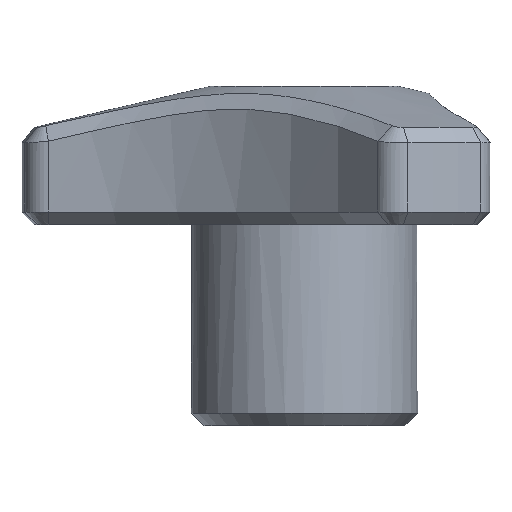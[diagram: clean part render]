
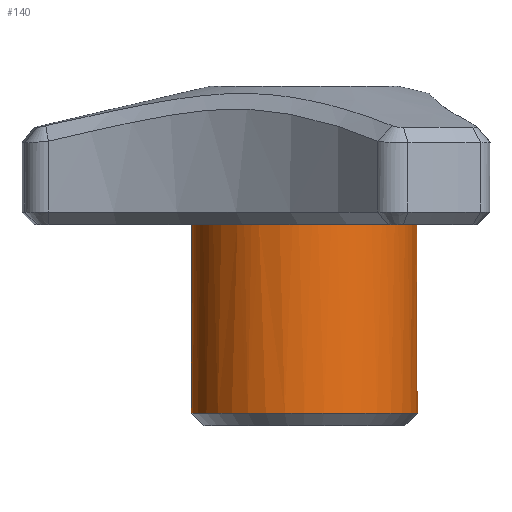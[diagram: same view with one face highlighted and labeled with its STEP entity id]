
A CAD part, left-side view. The second image highlights one B-rep face of the part: STEP entity #140.
In plain terms, the highlighted cylindrical face has radius 9 mm (diameter 18 mm), a full revolution.
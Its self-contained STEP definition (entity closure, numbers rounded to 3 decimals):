
#140 = ADVANCED_FACE( '', ( #307, #308 ), #309, .T. );
#307 = FACE_OUTER_BOUND( '', #558, .T. );
#308 = FACE_OUTER_BOUND( '', #559, .T. );
#309 = CYLINDRICAL_SURFACE( '', #560, 9. );
#558 = EDGE_LOOP( '', ( #923 ) );
#559 = EDGE_LOOP( '', ( #924, #925, #926, #927, #928, #929, #930, #931, #932, #933, #934, #935 ) );
#560 = AXIS2_PLACEMENT_3D( '', #936, #937, #938 );
#923 = ORIENTED_EDGE( '', *, *, #1265, .T. );
#924 = ORIENTED_EDGE( '', *, *, #1284, .F. );
#925 = ORIENTED_EDGE( '', *, *, #1285, .F. );
#926 = ORIENTED_EDGE( '', *, *, #1278, .T. );
#927 = ORIENTED_EDGE( '', *, *, #1286, .T. );
#928 = ORIENTED_EDGE( '', *, *, #1287, .F. );
#929 = ORIENTED_EDGE( '', *, *, #1288, .F. );
#930 = ORIENTED_EDGE( '', *, *, #1184, .T. );
#931 = ORIENTED_EDGE( '', *, *, #1164, .T. );
#932 = ORIENTED_EDGE( '', *, *, #1289, .F. );
#933 = ORIENTED_EDGE( '', *, *, #1290, .F. );
#934 = ORIENTED_EDGE( '', *, *, #1291, .T. );
#935 = ORIENTED_EDGE( '', *, *, #1227, .T. );
#936 = CARTESIAN_POINT( '', ( 0., 0., 57.15 ) );
#937 = DIRECTION( '', ( 0., 0., -1. ) );
#938 = DIRECTION( '', ( 1., 0., 0. ) );
#1164 = EDGE_CURVE( '', #1352, #1349, #1353, .T. );
#1184 = EDGE_CURVE( '', #1386, #1352, #1387, .T. );
#1227 = EDGE_CURVE( '', #1454, #1451, #1455, .T. );
#1265 = EDGE_CURVE( '', #1512, #1512, #1513, .T. );
#1278 = EDGE_CURVE( '', #1529, #1527, #1530, .T. );
#1284 = EDGE_CURVE( '', #1537, #1451, #1538, .T. );
#1285 = EDGE_CURVE( '', #1529, #1537, #1539, .T. );
#1286 = EDGE_CURVE( '', #1527, #1540, #1541, .T. );
#1287 = EDGE_CURVE( '', #1542, #1540, #1543, .T. );
#1288 = EDGE_CURVE( '', #1386, #1542, #1544, .T. );
#1289 = EDGE_CURVE( '', #1545, #1349, #1546, .T. );
#1290 = EDGE_CURVE( '', #1547, #1545, #1548, .T. );
#1291 = EDGE_CURVE( '', #1547, #1454, #1549, .T. );
#1349 = VERTEX_POINT( '', #1615 );
#1352 = VERTEX_POINT( '', #1618 );
#1353 = LINE( '', #1619, #1620 );
#1386 = VERTEX_POINT( '', #1678 );
#1387 = CIRCLE( '', #1679, 9. );
#1451 = VERTEX_POINT( '', #1916 );
#1454 = VERTEX_POINT( '', #1919 );
#1455 = LINE( '', #1920, #1921 );
#1512 = VERTEX_POINT( '', #2112 );
#1513 = CIRCLE( '', #2113, 9. );
#1527 = VERTEX_POINT( '', #2150 );
#1529 = VERTEX_POINT( '', #2152 );
#1530 = CIRCLE( '', #2153, 9. );
#1537 = VERTEX_POINT( '', #2193 );
#1538 = CIRCLE( '', #2194, 9. );
#1539 = LINE( '', #2195, #2196 );
#1540 = VERTEX_POINT( '', #2197 );
#1541 = LINE( '', #2198, #2199 );
#1542 = VERTEX_POINT( '', #2200 );
#1543 = CIRCLE( '', #2201, 9. );
#1544 = LINE( '', #2202, #2203 );
#1545 = VERTEX_POINT( '', #2204 );
#1546 = CIRCLE( '', #2205, 9. );
#1547 = VERTEX_POINT( '', #2206 );
#1548 = LINE( '', #2207, #2208 );
#1549 = CIRCLE( '', #2209, 9. );
#1615 = CARTESIAN_POINT( '', ( 0.998, -8.944, 16. ) );
#1618 = CARTESIAN_POINT( '', ( 0.998, -8.944, 23. ) );
#1619 = CARTESIAN_POINT( '', ( 0.998, -8.944, 23. ) );
#1620 = VECTOR( '', #2313, 1000. );
#1678 = CARTESIAN_POINT( '', ( 8.245, 3.608, 23. ) );
#1679 = AXIS2_PLACEMENT_3D( '', #2342, #2343, #2344 );
#1916 = CARTESIAN_POINT( '', ( -8.245, 3.608, 16. ) );
#1919 = CARTESIAN_POINT( '', ( -8.245, 3.608, 23. ) );
#1920 = CARTESIAN_POINT( '', ( -8.245, 3.608, 23. ) );
#1921 = VECTOR( '', #2388, 1000. );
#2112 = CARTESIAN_POINT( '', ( 9., 0., 1. ) );
#2113 = AXIS2_PLACEMENT_3D( '', #2439, #2440, #2441 );
#2150 = CARTESIAN_POINT( '', ( 7.247, 5.337, 23. ) );
#2152 = CARTESIAN_POINT( '', ( -7.247, 5.337, 23. ) );
#2153 = AXIS2_PLACEMENT_3D( '', #2451, #2452, #2453 );
#2193 = CARTESIAN_POINT( '', ( -7.247, 5.337, 16. ) );
#2194 = AXIS2_PLACEMENT_3D( '', #2458, #2459, #2460 );
#2195 = CARTESIAN_POINT( '', ( -7.247, 5.337, 23. ) );
#2196 = VECTOR( '', #2461, 1000. );
#2197 = CARTESIAN_POINT( '', ( 7.247, 5.337, 16. ) );
#2198 = CARTESIAN_POINT( '', ( 7.247, 5.337, 23. ) );
#2199 = VECTOR( '', #2462, 1000. );
#2200 = CARTESIAN_POINT( '', ( 8.245, 3.608, 16. ) );
#2201 = AXIS2_PLACEMENT_3D( '', #2463, #2464, #2465 );
#2202 = CARTESIAN_POINT( '', ( 8.245, 3.608, 23. ) );
#2203 = VECTOR( '', #2466, 1000. );
#2204 = CARTESIAN_POINT( '', ( -0.998, -8.944, 16. ) );
#2205 = AXIS2_PLACEMENT_3D( '', #2467, #2468, #2469 );
#2206 = CARTESIAN_POINT( '', ( -0.998, -8.944, 23. ) );
#2207 = CARTESIAN_POINT( '', ( -0.998, -8.944, 23. ) );
#2208 = VECTOR( '', #2470, 1000. );
#2209 = AXIS2_PLACEMENT_3D( '', #2471, #2472, #2473 );
#2313 = DIRECTION( '', ( 0., 0., -1. ) );
#2342 = CARTESIAN_POINT( '', ( 0., 0., 23. ) );
#2343 = DIRECTION( '', ( 0., 0., -1. ) );
#2344 = DIRECTION( '', ( 0., 1., 0. ) );
#2388 = DIRECTION( '', ( 0., 0., -1. ) );
#2439 = CARTESIAN_POINT( '', ( 0., 0., 1. ) );
#2440 = DIRECTION( '', ( 0., 0., 1. ) );
#2441 = DIRECTION( '', ( 1., 0., 0. ) );
#2451 = CARTESIAN_POINT( '', ( 0., 0., 23. ) );
#2452 = DIRECTION( '', ( 0., 0., -1. ) );
#2453 = DIRECTION( '', ( 0., -1., 0. ) );
#2458 = CARTESIAN_POINT( '', ( 0., 0., 16. ) );
#2459 = DIRECTION( '', ( 0., 0., 1. ) );
#2460 = DIRECTION( '', ( 1., 0., 0. ) );
#2461 = DIRECTION( '', ( 0., 0., -1. ) );
#2462 = DIRECTION( '', ( 0., 0., -1. ) );
#2463 = CARTESIAN_POINT( '', ( 0., 0., 16. ) );
#2464 = DIRECTION( '', ( 0., 0., 1. ) );
#2465 = DIRECTION( '', ( 1., 0., 0. ) );
#2466 = DIRECTION( '', ( 0., 0., -1. ) );
#2467 = CARTESIAN_POINT( '', ( 0., 0., 16. ) );
#2468 = DIRECTION( '', ( 0., 0., 1. ) );
#2469 = DIRECTION( '', ( 1., 0., 0. ) );
#2470 = DIRECTION( '', ( 0., 0., -1. ) );
#2471 = CARTESIAN_POINT( '', ( 0., 0., 23. ) );
#2472 = DIRECTION( '', ( 0., 0., -1. ) );
#2473 = DIRECTION( '', ( 0., 1., 0. ) );
